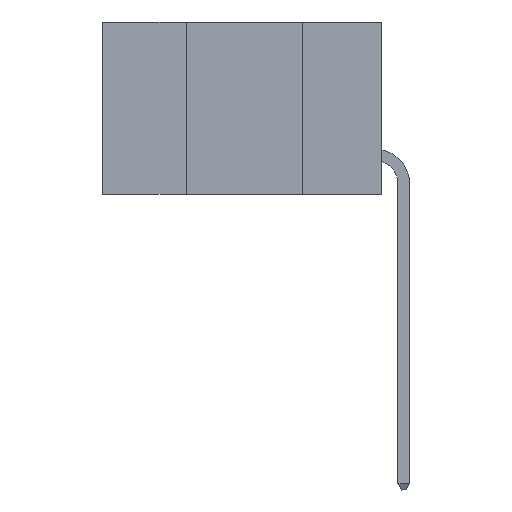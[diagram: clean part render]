
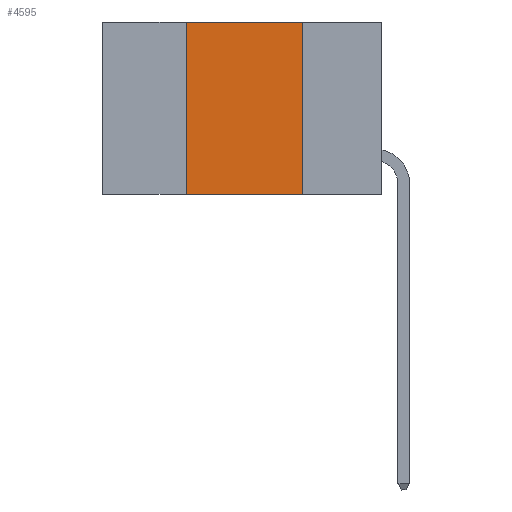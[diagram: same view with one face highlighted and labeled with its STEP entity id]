
A CAD part, left-side view. The second image highlights one B-rep face of the part: STEP entity #4595.
In plain terms, the highlighted planar face has unit normal (-1, 0, 0).
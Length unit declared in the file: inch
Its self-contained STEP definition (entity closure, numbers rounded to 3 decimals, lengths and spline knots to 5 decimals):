
#620 = CARTESIAN_POINT ( 'NONE',  ( 0., 0.42, 0. ) ) ;
#680 = EDGE_LOOP ( 'NONE', ( #9894, #7798, #11650, #11974 ) ) ;
#795 = VECTOR ( 'NONE', #3094, 39.37008 ) ;
#913 = CARTESIAN_POINT ( 'NONE',  ( 0., 0.17, -0.37 ) ) ;
#999 = DIRECTION ( 'NONE',  ( 0., -1., 0. ) ) ;
#1436 = VERTEX_POINT ( 'NONE', #913 ) ;
#1543 = LINE ( 'NONE', #9916, #10238 ) ;
#1882 = EDGE_CURVE ( 'NONE', #5276, #1436, #1543, .T. ) ;
#3094 = DIRECTION ( 'NONE',  ( 0., 0., -1. ) ) ;
#3132 = LINE ( 'NONE', #7605, #795 ) ;
#3215 = PLANE ( 'NONE',  #12007 ) ;
#3302 = DIRECTION ( 'NONE',  ( 1., 0., 0. ) ) ;
#3829 = DIRECTION ( 'NONE',  ( 0., 0., 1. ) ) ;
#4028 = VECTOR ( 'NONE', #999, 39.37008 ) ;
#4231 = DIRECTION ( 'NONE',  ( 0., 0., -1. ) ) ;
#4595 = ADVANCED_FACE ( 'NONE', ( #5401 ), #3215, .F. ) ;
#4722 = CARTESIAN_POINT ( 'NONE',  ( 0., 0.42, 0. ) ) ;
#4892 = EDGE_CURVE ( 'NONE', #5276, #5764, #11046, .T. ) ;
#5276 = VERTEX_POINT ( 'NONE', #5596 ) ;
#5401 = FACE_OUTER_BOUND ( 'NONE', #680, .T. ) ;
#5596 = CARTESIAN_POINT ( 'NONE',  ( 0., 0.42, -0.37 ) ) ;
#5764 = VERTEX_POINT ( 'NONE', #620 ) ;
#6398 = VERTEX_POINT ( 'NONE', #10714 ) ;
#6460 = LINE ( 'NONE', #9357, #4028 ) ;
#6510 = VECTOR ( 'NONE', #3829, 39.37008 ) ;
#7605 = CARTESIAN_POINT ( 'NONE',  ( 0., 0.17, 0. ) ) ;
#7659 = EDGE_CURVE ( 'NONE', #5764, #6398, #6460, .T. ) ;
#7798 = ORIENTED_EDGE ( 'NONE', *, *, #7659, .F. ) ;
#8709 = EDGE_CURVE ( 'NONE', #6398, #1436, #3132, .T. ) ;
#8890 = CARTESIAN_POINT ( 'NONE',  ( 0., 0.6, 0. ) ) ;
#9357 = CARTESIAN_POINT ( 'NONE',  ( 0., 0.6, 0. ) ) ;
#9894 = ORIENTED_EDGE ( 'NONE', *, *, #8709, .F. ) ;
#9916 = CARTESIAN_POINT ( 'NONE',  ( 0., 0.6, -0.37 ) ) ;
#9994 = DIRECTION ( 'NONE',  ( 0., -1., 0. ) ) ;
#10238 = VECTOR ( 'NONE', #9994, 39.37008 ) ;
#10714 = CARTESIAN_POINT ( 'NONE',  ( 0., 0.17, 0. ) ) ;
#11046 = LINE ( 'NONE', #4722, #6510 ) ;
#11650 = ORIENTED_EDGE ( 'NONE', *, *, #4892, .F. ) ;
#11974 = ORIENTED_EDGE ( 'NONE', *, *, #1882, .T. ) ;
#12007 = AXIS2_PLACEMENT_3D ( 'NONE', #8890, #3302, #4231 ) ;
